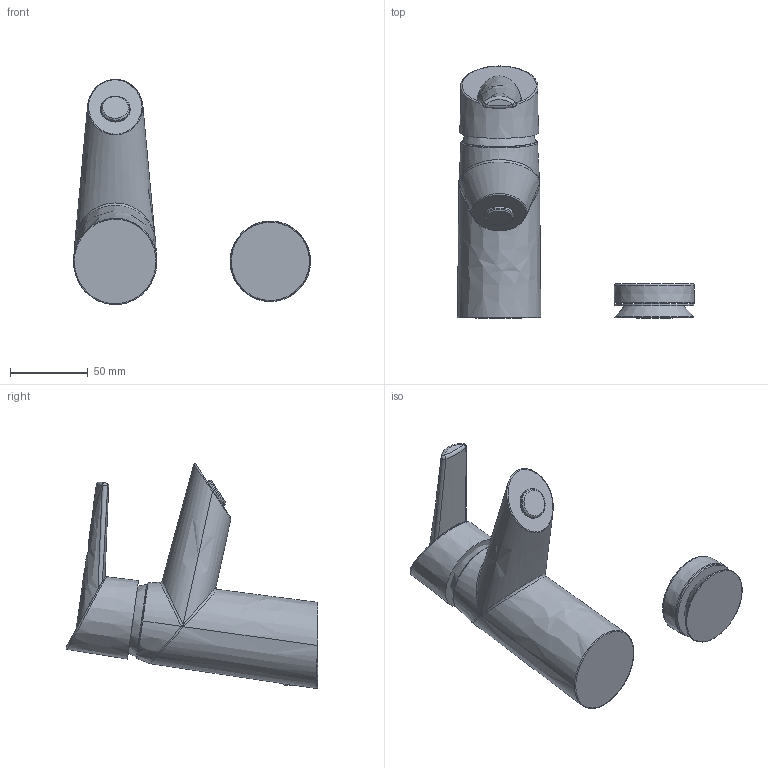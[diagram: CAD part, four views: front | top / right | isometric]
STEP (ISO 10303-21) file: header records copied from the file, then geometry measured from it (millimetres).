
FILE_DESCRIPTION (( 'STEP AP203' ), '1' );
FILE_NAME ('2701F+2711F+2701FT+65042203.STEP', '2017-03-09T05:47:35', ( '' ), ( '' ), 'SwSTEP 2.0', 'SolidWorks 2016', '' );
FILE_SCHEMA (( 'CONFIG_CONTROL_DESIGN' ));
Length unit declared in the file: millimetre
Products named in the file (1): 2701F+2711F+2701FT+65042203
Bounding box: 152.81 x 162.41 x 145.15 mm (x, y, z)
Volume: 467417.4 mm3; surface area: 61814.9 mm2
Topology: 5 solids, 5 shells, 55 faces, 112 edges, 70 vertices
Faces by surface type: bspline 28, plane 13, cone 4, torus 4, sphere 3, cylinder 3
Full cylindrical faces by diameter (mm): 19 x1, 51 x2
Entity records: 9127 total; most frequent: CARTESIAN_POINT 8227, ORIENTED_EDGE 176, DIRECTION 104, EDGE_CURVE 88, EDGE_LOOP 73, FACE_OUTER_BOUND 66, B_SPLINE_CURVE_WITH_KNOTS 62, VERTEX_POINT 61
